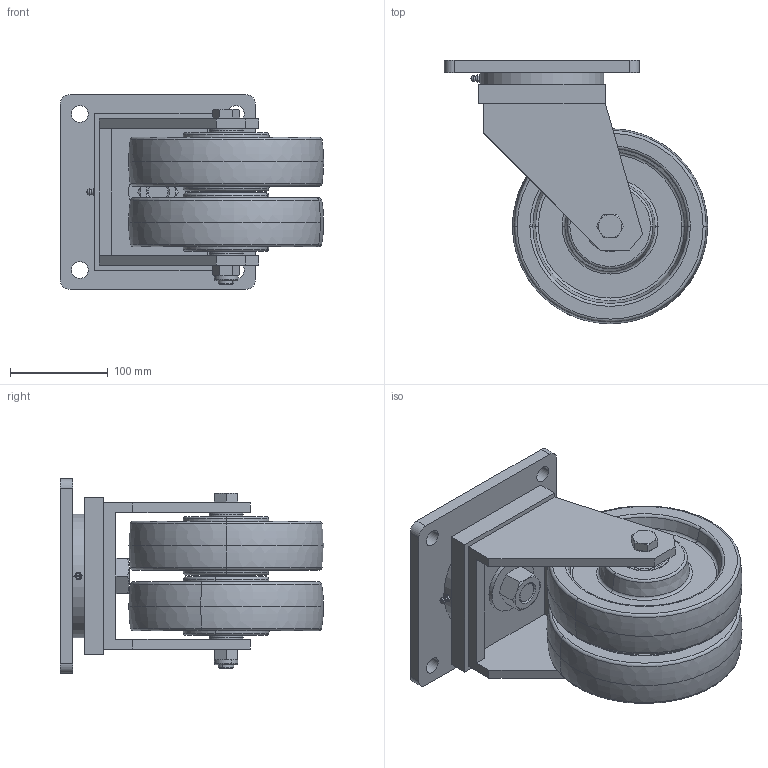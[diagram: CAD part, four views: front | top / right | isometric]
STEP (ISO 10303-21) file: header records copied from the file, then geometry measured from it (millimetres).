
FILE_DESCRIPTION (( 'STEP AP214' ), '1' );
FILE_NAME ('0015677.step', '2024-10-01T09:14:11', ( '' ), ( '' ), 'SwSTEP 2.0', 'SolidWorks 2020', '' );
FILE_SCHEMA (( 'AUTOMOTIVE_DESIGN' ));
Length unit declared in the file: millimetre
Products named in the file (1): 0015677
Bounding box: 270 x 270 x 200 mm (x, y, z)
Surface area: 547419.3 mm2 (no closed solid volume)
Topology: 0 solids, 39 shells, 510 faces, 1092 edges, 670 vertices
Faces by surface type: cylinder 182, plane 146, torus 124, cone 54, sphere 4
Entity records: 20267 total; most frequent: CARTESIAN_POINT 2785, DIRECTION 2734, ORIENTED_EDGE 2130, AXIS2_PLACEMENT_3D 1201, EDGE_CURVE 1088, CIRCLE 690, VERTEX_POINT 668, EDGE_LOOP 608
